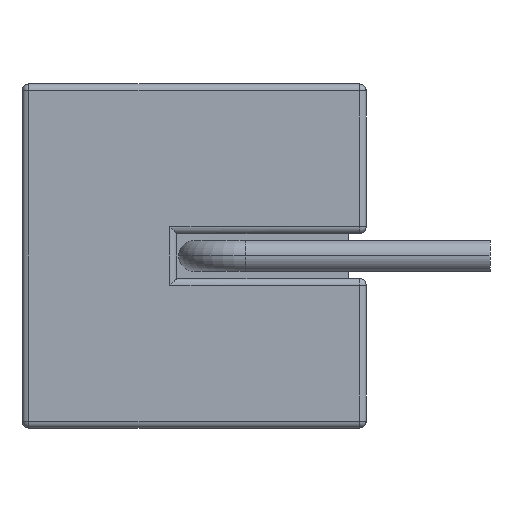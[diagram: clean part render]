
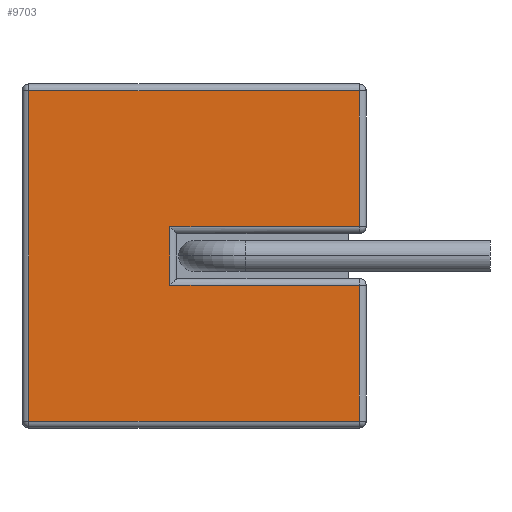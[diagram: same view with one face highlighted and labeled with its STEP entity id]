
A CAD part, left-side view. The second image highlights one B-rep face of the part: STEP entity #9703.
In plain terms, the highlighted planar face has unit normal (-1, 0, 0).
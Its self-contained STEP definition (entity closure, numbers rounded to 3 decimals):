
#79 = VERTEX_POINT ( 'NONE', #6377 ) ;
#209 = LINE ( 'NONE', #6024, #15080 ) ;
#428 = DIRECTION ( 'NONE',  ( 0., 0., 1. ) ) ;
#628 = LINE ( 'NONE', #6623, #2068 ) ;
#648 = DIRECTION ( 'NONE',  ( 0., 0., -1. ) ) ;
#707 = CARTESIAN_POINT ( 'NONE',  ( -17.5, 0.2, -5. ) ) ;
#1099 = LINE ( 'NONE', #12905, #13576 ) ;
#1145 = VERTEX_POINT ( 'NONE', #3734 ) ;
#1230 = VERTEX_POINT ( 'NONE', #13140 ) ;
#1502 = VECTOR ( 'NONE', #9434, 1000. ) ;
#2056 = CARTESIAN_POINT ( 'NONE',  ( -17.5, 9.8, -4.8 ) ) ;
#2068 = VECTOR ( 'NONE', #5310, 1000. ) ;
#2829 = EDGE_CURVE ( 'NONE', #15272, #4089, #12260, .T. ) ;
#2951 = EDGE_CURVE ( 'NONE', #1230, #16689, #1099, .T. ) ;
#3734 = CARTESIAN_POINT ( 'NONE',  ( -17.5, 9.8, 4.8 ) ) ;
#4089 = VERTEX_POINT ( 'NONE', #8091 ) ;
#4487 = EDGE_CURVE ( 'NONE', #12754, #79, #14183, .T. ) ;
#4782 = AXIS2_PLACEMENT_3D ( 'NONE', #5499, #11301, #648 ) ;
#5082 = CARTESIAN_POINT ( 'NONE',  ( -17.5, 0.2, 0.85 ) ) ;
#5151 = CARTESIAN_POINT ( 'NONE',  ( -17.5, 5.7, -5. ) ) ;
#5208 = CARTESIAN_POINT ( 'NONE',  ( -17.5, 10., -4.8 ) ) ;
#5274 = ORIENTED_EDGE ( 'NONE', *, *, #2951, .T. ) ;
#5310 = DIRECTION ( 'NONE',  ( 0., 0., 1. ) ) ;
#5496 = DIRECTION ( 'NONE',  ( 0., -1., 0. ) ) ;
#5499 = CARTESIAN_POINT ( 'NONE',  ( -17.5, 10., -5. ) ) ;
#6024 = CARTESIAN_POINT ( 'NONE',  ( -17.5, 10., 4.8 ) ) ;
#6050 = VERTEX_POINT ( 'NONE', #17624 ) ;
#6053 = EDGE_LOOP ( 'NONE', ( #6622, #5274, #9356, #7550, #15574, #15180, #15459, #18607 ) ) ;
#6377 = CARTESIAN_POINT ( 'NONE',  ( -17.5, 5.7, -0.85 ) ) ;
#6622 = ORIENTED_EDGE ( 'NONE', *, *, #18304, .T. ) ;
#6623 = CARTESIAN_POINT ( 'NONE',  ( -17.5, 0.2, -5. ) ) ;
#7117 = CARTESIAN_POINT ( 'NONE',  ( -17.5, 10., -0.85 ) ) ;
#7139 = CARTESIAN_POINT ( 'NONE',  ( -17.5, 0.2, -0.85 ) ) ;
#7550 = ORIENTED_EDGE ( 'NONE', *, *, #17590, .T. ) ;
#7665 = LINE ( 'NONE', #707, #9696 ) ;
#8091 = CARTESIAN_POINT ( 'NONE',  ( -17.5, 0.2, -4.8 ) ) ;
#8306 = CARTESIAN_POINT ( 'NONE',  ( -17.5, 9.8, -5. ) ) ;
#8609 = EDGE_CURVE ( 'NONE', #1145, #15272, #11461, .T. ) ;
#9356 = ORIENTED_EDGE ( 'NONE', *, *, #11436, .T. ) ;
#9434 = DIRECTION ( 'NONE',  ( 0., 0., 1. ) ) ;
#9696 = VECTOR ( 'NONE', #428, 1000. ) ;
#9703 = ADVANCED_FACE ( 'NONE', ( #12726 ), #18505, .F. ) ;
#10625 = EDGE_CURVE ( 'NONE', #4089, #12754, #628, .T. ) ;
#11301 = DIRECTION ( 'NONE',  ( 1., 0., 0. ) ) ;
#11436 = EDGE_CURVE ( 'NONE', #16689, #6050, #7665, .T. ) ;
#11461 = LINE ( 'NONE', #8306, #14976 ) ;
#12055 = VECTOR ( 'NONE', #16905, 1000. ) ;
#12199 = LINE ( 'NONE', #5151, #1502 ) ;
#12260 = LINE ( 'NONE', #5208, #12055 ) ;
#12726 = FACE_OUTER_BOUND ( 'NONE', #6053, .T. ) ;
#12754 = VERTEX_POINT ( 'NONE', #7139 ) ;
#12905 = CARTESIAN_POINT ( 'NONE',  ( -17.5, 10., 0.85 ) ) ;
#13140 = CARTESIAN_POINT ( 'NONE',  ( -17.5, 5.7, 0.85 ) ) ;
#13180 = VECTOR ( 'NONE', #14555, 1000. ) ;
#13230 = DIRECTION ( 'NONE',  ( 0., 0., -1. ) ) ;
#13576 = VECTOR ( 'NONE', #5496, 1000. ) ;
#14183 = LINE ( 'NONE', #7117, #13180 ) ;
#14555 = DIRECTION ( 'NONE',  ( 0., 1., 0. ) ) ;
#14976 = VECTOR ( 'NONE', #13230, 1000. ) ;
#15080 = VECTOR ( 'NONE', #16289, 1000. ) ;
#15180 = ORIENTED_EDGE ( 'NONE', *, *, #2829, .T. ) ;
#15272 = VERTEX_POINT ( 'NONE', #2056 ) ;
#15459 = ORIENTED_EDGE ( 'NONE', *, *, #10625, .T. ) ;
#15574 = ORIENTED_EDGE ( 'NONE', *, *, #8609, .T. ) ;
#16289 = DIRECTION ( 'NONE',  ( 0., 1., 0. ) ) ;
#16689 = VERTEX_POINT ( 'NONE', #5082 ) ;
#16905 = DIRECTION ( 'NONE',  ( 0., -1., 0. ) ) ;
#17590 = EDGE_CURVE ( 'NONE', #6050, #1145, #209, .T. ) ;
#17624 = CARTESIAN_POINT ( 'NONE',  ( -17.5, 0.2, 4.8 ) ) ;
#18304 = EDGE_CURVE ( 'NONE', #79, #1230, #12199, .T. ) ;
#18505 = PLANE ( 'NONE',  #4782 ) ;
#18607 = ORIENTED_EDGE ( 'NONE', *, *, #4487, .T. ) ;
